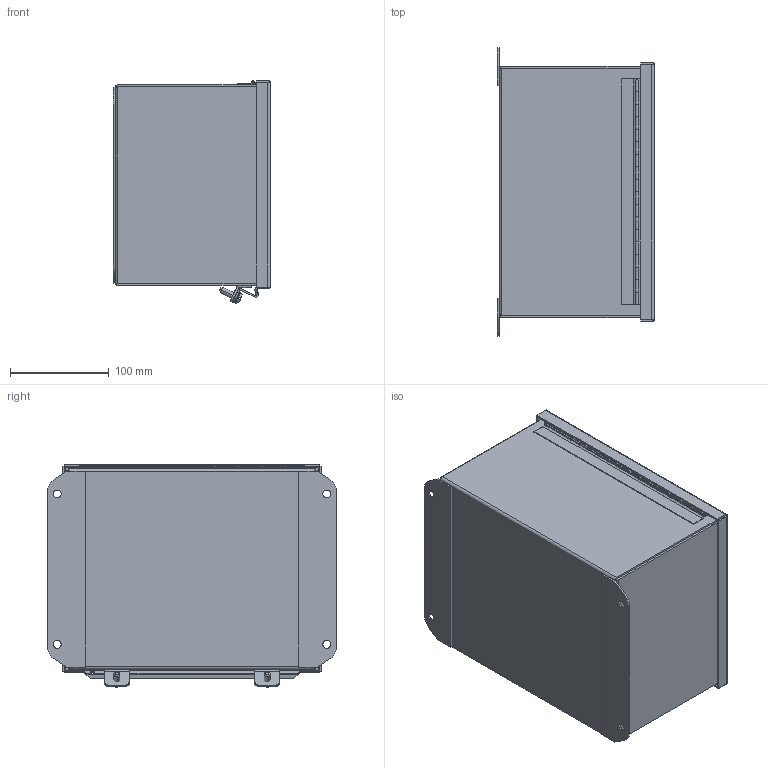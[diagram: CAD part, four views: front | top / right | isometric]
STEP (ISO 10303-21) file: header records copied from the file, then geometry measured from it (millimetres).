
FILE_DESCRIPTION (( 'STEP AP214' ), '1' );
FILE_NAME ('HJ1086HLP.STEP', '2019-09-05T13:46:48', ( '' ), ( '' ), 'SwSTEP 2.0', 'SolidWorks 2018', '' );
FILE_SCHEMA (( 'AUTOMOTIVE_DESIGN' ));
Length unit declared in the file: inch
Products named in the file (1): HJ1086HLP
Bounding box: 159.23 x 292.1 x 225.94 mm (x, y, z)
Volume: 573767.2 mm3; surface area: 635681.3 mm2
Topology: 20 solids, 21 shells, 745 faces, 1876 edges, 1175 vertices
Faces by surface type: plane 398, cylinder 219, bspline 68, cone 52, torus 8
Entity records: 35764 total; most frequent: CARTESIAN_POINT 8241, ORIENTED_EDGE 3724, DIRECTION 3530, EDGE_CURVE 1862, VECTOR 1202, LINE 1202, VERTEX_POINT 1175, AXIS2_PLACEMENT_3D 1164
